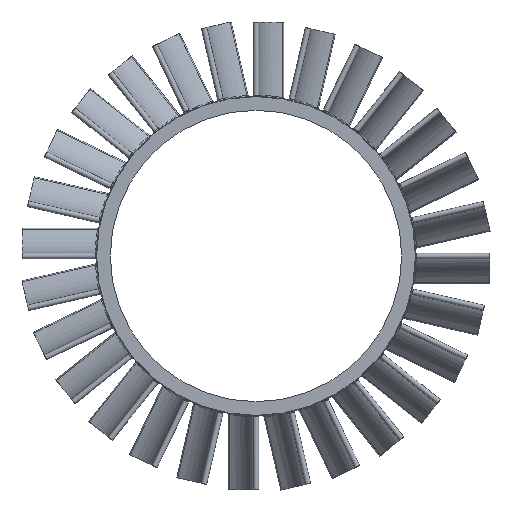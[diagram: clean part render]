
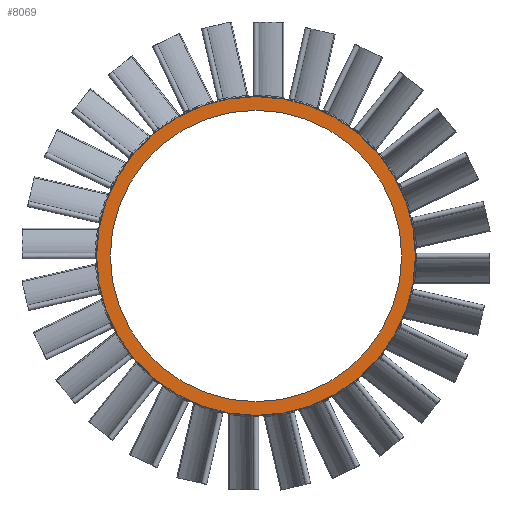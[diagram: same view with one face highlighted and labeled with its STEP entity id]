
A CAD part, left-side view. The second image highlights one B-rep face of the part: STEP entity #8069.
In plain terms, the highlighted planar face has unit normal (-1, 0, 0).
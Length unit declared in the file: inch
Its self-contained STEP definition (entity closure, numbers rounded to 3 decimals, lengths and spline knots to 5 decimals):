
#116=CARTESIAN_POINT('',(-10.,0.,0.));
#117=DIRECTION('',(-1.,0.,0.));
#118=DIRECTION('',(0.,-1.,0.));
#119=AXIS2_PLACEMENT_3D('',#116,#117,#118);
#125=CARTESIAN_POINT('',(-10.,0.,0.));
#126=DIRECTION('',(-1.,0.,0.));
#127=DIRECTION('',(0.,1.,0.));
#128=AXIS2_PLACEMENT_3D('',#125,#126,#127);
#133=CARTESIAN_POINT('',(-10.,0.,0.));
#134=DIRECTION('',(1.,0.,0.));
#135=DIRECTION('',(0.,-1.,0.));
#136=AXIS2_PLACEMENT_3D('',#133,#134,#135);
#141=CARTESIAN_POINT('',(-10.,0.,0.));
#142=DIRECTION('',(1.,0.,0.));
#143=DIRECTION('',(0.,1.,0.));
#144=AXIS2_PLACEMENT_3D('',#141,#142,#143);
#7577=CARTESIAN_POINT('',(-10.,-53.,0.));
#7578=CARTESIAN_POINT('',(-10.,53.,0.));
#7579=VERTEX_POINT('',#7577);
#7580=VERTEX_POINT('',#7578);
#7581=CARTESIAN_POINT('',(-10.,-58.,0.));
#7582=CARTESIAN_POINT('',(-10.,58.,0.));
#7583=VERTEX_POINT('',#7581);
#7584=VERTEX_POINT('',#7582);
#8052=CARTESIAN_POINT('',(-10.,0.,0.));
#8053=DIRECTION('',(1.,0.,0.));
#8054=DIRECTION('',(0.,-1.,0.));
#8055=AXIS2_PLACEMENT_3D('',#8052,#8053,#8054);
#8056=PLANE('',#8055);
#8058=ORIENTED_EDGE('',*,*,#8057,.T.);
#8060=ORIENTED_EDGE('',*,*,#8059,.T.);
#8061=EDGE_LOOP('',(#8058,#8060));
#8062=FACE_OUTER_BOUND('',#8061,.F.);
#8064=ORIENTED_EDGE('',*,*,#8063,.T.);
#8066=ORIENTED_EDGE('',*,*,#8065,.T.);
#8067=EDGE_LOOP('',(#8064,#8066));
#8068=FACE_BOUND('',#8067,.F.);
#120=CIRCLE('',#119,53.);
#129=CIRCLE('',#128,53.);
#137=CIRCLE('',#136,58.);
#145=CIRCLE('',#144,58.);
#8057=EDGE_CURVE('',#7583,#7584,#137,.T.);
#8059=EDGE_CURVE('',#7584,#7583,#145,.T.);
#8063=EDGE_CURVE('',#7579,#7580,#120,.T.);
#8065=EDGE_CURVE('',#7580,#7579,#129,.T.);
#8069=ADVANCED_FACE('',(#8062,#8068),#8056,.F.);
